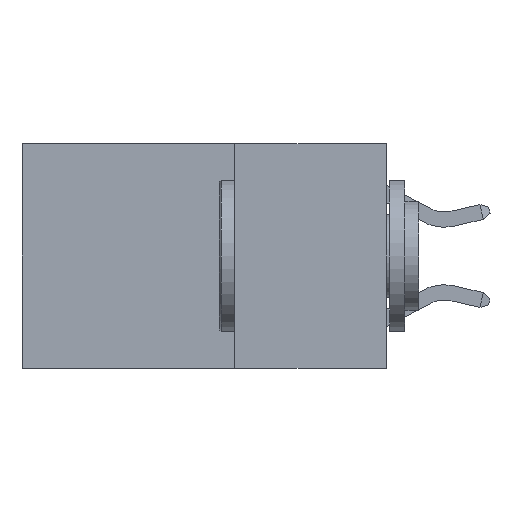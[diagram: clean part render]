
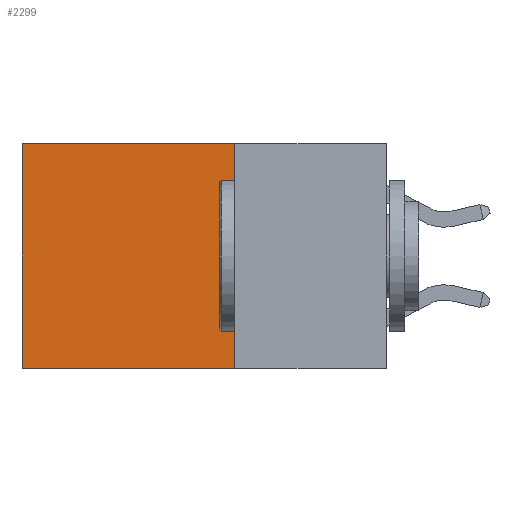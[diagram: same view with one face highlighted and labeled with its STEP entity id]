
A CAD part, left-side view. The second image highlights one B-rep face of the part: STEP entity #2299.
In plain terms, the highlighted planar face has unit normal (-1, 0, 0).
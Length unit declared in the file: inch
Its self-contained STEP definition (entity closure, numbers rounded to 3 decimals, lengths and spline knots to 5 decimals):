
#361 = ORIENTED_EDGE ( 'NONE', *, *, #11121, .T. ) ;
#495 = ORIENTED_EDGE ( 'NONE', *, *, #4186, .F. ) ;
#564 = ORIENTED_EDGE ( 'NONE', *, *, #1713, .F. ) ;
#591 = CARTESIAN_POINT ( 'NONE',  ( 0.2625, 0.25, 0. ) ) ;
#703 = ORIENTED_EDGE ( 'NONE', *, *, #6744, .T. ) ;
#1713 = EDGE_CURVE ( 'NONE', #14732, #6038, #7101, .T. ) ;
#1883 = DIRECTION ( 'NONE',  ( 0., 0., -1. ) ) ;
#2299 = ADVANCED_FACE ( 'NONE', ( #13438 ), #3692, .F. ) ;
#3053 = VECTOR ( 'NONE', #14882, 39.37008 ) ;
#3278 = VECTOR ( 'NONE', #11105, 39.37008 ) ;
#3388 = CARTESIAN_POINT ( 'NONE',  ( 0.2625, 0.6, 0. ) ) ;
#3692 = PLANE ( 'NONE',  #8859 ) ;
#4186 = EDGE_CURVE ( 'NONE', #6038, #4340, #9747, .T. ) ;
#4340 = VERTEX_POINT ( 'NONE', #4793 ) ;
#4793 = CARTESIAN_POINT ( 'NONE',  ( 0.2625, 0.6, -0.37 ) ) ;
#4885 = VECTOR ( 'NONE', #1883, 39.37008 ) ;
#4949 = CARTESIAN_POINT ( 'NONE',  ( 0.2625, 0.25, -0.37 ) ) ;
#4977 = DIRECTION ( 'NONE',  ( 1., 0., 0. ) ) ;
#6038 = VERTEX_POINT ( 'NONE', #10154 ) ;
#6517 = CARTESIAN_POINT ( 'NONE',  ( 0.2625, 0.25, 0. ) ) ;
#6744 = EDGE_CURVE ( 'NONE', #14732, #9748, #15263, .T. ) ;
#7074 = EDGE_LOOP ( 'NONE', ( #361, #495, #564, #703 ) ) ;
#7101 = LINE ( 'NONE', #14475, #3278 ) ;
#7637 = CARTESIAN_POINT ( 'NONE',  ( 0.2625, 0.25, 0. ) ) ;
#8796 = DIRECTION ( 'NONE',  ( 0., 1., 0. ) ) ;
#8859 = AXIS2_PLACEMENT_3D ( 'NONE', #591, #4977, #13493 ) ;
#9747 = LINE ( 'NONE', #4949, #15512 ) ;
#9748 = VERTEX_POINT ( 'NONE', #14454 ) ;
#10154 = CARTESIAN_POINT ( 'NONE',  ( 0.2625, 0.25, -0.37 ) ) ;
#11105 = DIRECTION ( 'NONE',  ( 0., 0., -1. ) ) ;
#11121 = EDGE_CURVE ( 'NONE', #9748, #4340, #11544, .T. ) ;
#11544 = LINE ( 'NONE', #3388, #4885 ) ;
#13438 = FACE_OUTER_BOUND ( 'NONE', #7074, .T. ) ;
#13493 = DIRECTION ( 'NONE',  ( 0., 0., -1. ) ) ;
#14454 = CARTESIAN_POINT ( 'NONE',  ( 0.2625, 0.6, 0. ) ) ;
#14475 = CARTESIAN_POINT ( 'NONE',  ( 0.2625, 0.25, 0. ) ) ;
#14732 = VERTEX_POINT ( 'NONE', #7637 ) ;
#14882 = DIRECTION ( 'NONE',  ( 0., 1., 0. ) ) ;
#15263 = LINE ( 'NONE', #6517, #3053 ) ;
#15512 = VECTOR ( 'NONE', #8796, 39.37008 ) ;
